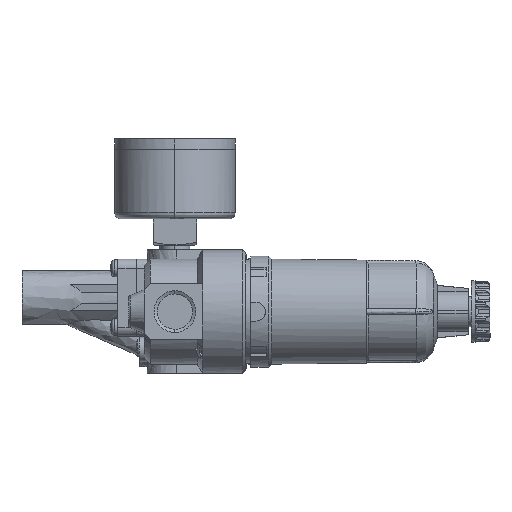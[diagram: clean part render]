
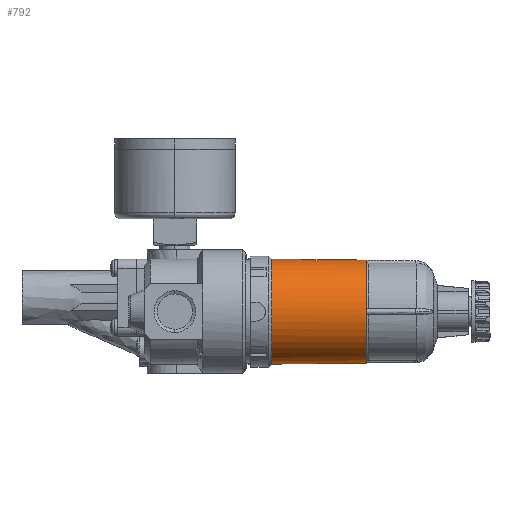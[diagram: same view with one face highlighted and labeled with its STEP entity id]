
A CAD part, left-side view. The second image highlights one B-rep face of the part: STEP entity #792.
In plain terms, the highlighted free-form (B-spline) face has degree [2, 1] with [5, 2] control points.
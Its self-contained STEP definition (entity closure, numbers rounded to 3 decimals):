
#792=ADVANCED_FACE('',(#1599),#12472,.T.);
#1599=FACE_OUTER_BOUND('',#2404,.T.);
#2404=EDGE_LOOP('',(#6241,#6242,#6243,#6244));
#6241=ORIENTED_EDGE('',*,*,#8450,.T.);
#6242=ORIENTED_EDGE('',*,*,#8452,.T.);
#6243=ORIENTED_EDGE('',*,*,#8323,.F.);
#6244=ORIENTED_EDGE('',*,*,#8483,.F.);
#8323=EDGE_CURVE('',#11944,#11945,#9386,.T.);
#8450=EDGE_CURVE('',#11953,#11952,#9430,.T.);
#8452=EDGE_CURVE('',#11952,#11945,#10596,.T.);
#8483=EDGE_CURVE('',#11953,#11944,#10614,.T.);
#9386=(
BOUNDED_CURVE()
B_SPLINE_CURVE(2,(#32398,#32399,#32400,#32401,#32402),.UNSPECIFIED.,.F.,
 .F.)
B_SPLINE_CURVE_WITH_KNOTS((3,2,3),(-106.814,-80.111,
-53.407),.UNSPECIFIED.)
CURVE()
GEOMETRIC_REPRESENTATION_ITEM()
RATIONAL_B_SPLINE_CURVE((1.,0.707,1.,0.707,1.))
REPRESENTATION_ITEM('')
);
#9430=(
BOUNDED_CURVE()
B_SPLINE_CURVE(2,(#33018,#33019,#33020,#33021,#33022),.UNSPECIFIED.,.F.,
 .F.)
B_SPLINE_CURVE_WITH_KNOTS((3,2,3),(-104.744,-78.558,
-52.372),.UNSPECIFIED.)
CURVE()
GEOMETRIC_REPRESENTATION_ITEM()
RATIONAL_B_SPLINE_CURVE((1.,0.707,1.,0.707,1.))
REPRESENTATION_ITEM('')
);
#10596=B_SPLINE_CURVE_WITH_KNOTS('',1,(#33028,#33029),.UNSPECIFIED.,.F.,
 .F.,(2,2),(3.082,33.784),.UNSPECIFIED.);
#10614=B_SPLINE_CURVE_WITH_KNOTS('',1,(#33161,#33162),.UNSPECIFIED.,.F.,
 .F.,(2,2),(3.082,33.784),.UNSPECIFIED.);
#11944=VERTEX_POINT('',#31013);
#11945=VERTEX_POINT('',#31014);
#11952=VERTEX_POINT('',#31021);
#11953=VERTEX_POINT('',#31022);
#12472=(
BOUNDED_SURFACE()
B_SPLINE_SURFACE(2,1,((#30708,#30709),(#30710,#30711),(#30712,#30713),(#30714,
#30715),(#30716,#30717)),.UNSPECIFIED.,.F.,.F.,.F.)
B_SPLINE_SURFACE_WITH_KNOTS((3,2,3),(2,2),(3.142,4.712,
6.283),(0.,36.866),.UNSPECIFIED.)
GEOMETRIC_REPRESENTATION_ITEM()
RATIONAL_B_SPLINE_SURFACE(((1.,1.),(0.707,0.707),
(1.,1.),(0.707,0.707),(1.,1.)))
REPRESENTATION_ITEM('')
SURFACE()
);
#30708=CARTESIAN_POINT('',(0.,-42.082,-16.637));
#30709=CARTESIAN_POINT('',(0.,-5.218,-17.033));
#30710=CARTESIAN_POINT('',(-16.637,-42.082,-16.637));
#30711=CARTESIAN_POINT('',(-17.033,-5.218,-17.033));
#30712=CARTESIAN_POINT('',(-16.637,-42.082,0.));
#30713=CARTESIAN_POINT('',(-17.033,-5.218,0.));
#30714=CARTESIAN_POINT('',(-16.637,-42.082,16.637));
#30715=CARTESIAN_POINT('',(-17.033,-5.218,17.033));
#30716=CARTESIAN_POINT('',(0.,-42.082,16.637));
#30717=CARTESIAN_POINT('',(0.,-5.218,17.033));
#31013=CARTESIAN_POINT('',(0.,-8.3,-17.));
#31014=CARTESIAN_POINT('',(0.,-8.3,17.));
#31021=CARTESIAN_POINT('',(0.,-39.,16.67));
#31022=CARTESIAN_POINT('',(0.,-39.,-16.67));
#32398=CARTESIAN_POINT('',(0.,-8.3,-17.));
#32399=CARTESIAN_POINT('',(-17.,-8.3,-17.));
#32400=CARTESIAN_POINT('',(-17.,-8.3,0.));
#32401=CARTESIAN_POINT('',(-17.,-8.3,17.));
#32402=CARTESIAN_POINT('',(0.,-8.3,17.));
#33018=CARTESIAN_POINT('',(0.,-39.,-16.67));
#33019=CARTESIAN_POINT('',(-16.67,-39.,-16.67));
#33020=CARTESIAN_POINT('',(-16.67,-39.,0.));
#33021=CARTESIAN_POINT('',(-16.67,-39.,16.67));
#33022=CARTESIAN_POINT('',(0.,-39.,16.67));
#33028=CARTESIAN_POINT('',(0.,-39.,16.67));
#33029=CARTESIAN_POINT('',(0.,-8.3,17.));
#33161=CARTESIAN_POINT('',(0.,-39.,-16.67));
#33162=CARTESIAN_POINT('',(0.,-8.3,-17.));
